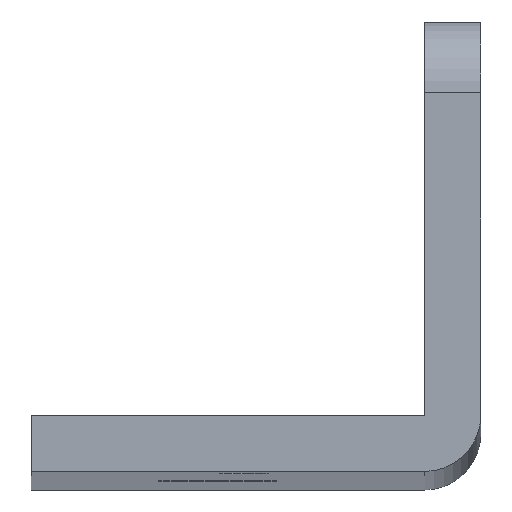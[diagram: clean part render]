
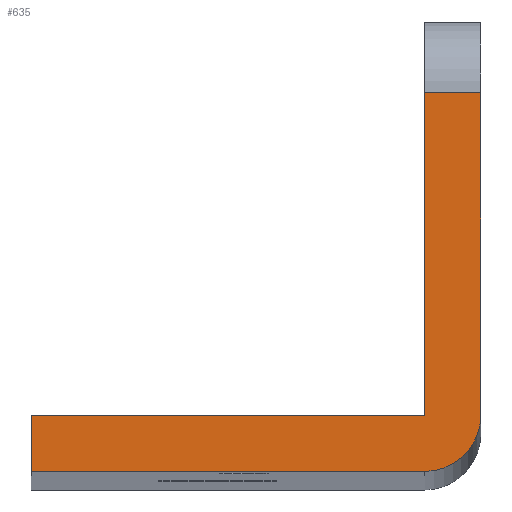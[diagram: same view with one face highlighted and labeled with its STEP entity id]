
A CAD part, top view. The second image highlights one B-rep face of the part: STEP entity #635.
In plain terms, the highlighted planar face has unit normal (0, 0, 1).
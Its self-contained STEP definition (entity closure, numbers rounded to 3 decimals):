
#134=PLANE('',#711);
#173=FACE_OUTER_BOUND('',#208,.T.);
#208=EDGE_LOOP('',(#545,#546,#547,#548,#549,#550,#551));
#258=LINE('',#1038,#295);
#259=LINE('',#1042,#296);
#260=LINE('',#1046,#297);
#261=LINE('',#1048,#298);
#262=LINE('',#1050,#299);
#263=LINE('',#1053,#300);
#295=VECTOR('',#848,10.);
#296=VECTOR('',#853,10.);
#297=VECTOR('',#858,10.);
#298=VECTOR('',#859,10.);
#299=VECTOR('',#860,10.);
#300=VECTOR('',#863,10.);
#339=CIRCLE('',#712,4.75);
#379=VERTEX_POINT('',#1035);
#380=VERTEX_POINT('',#1037);
#381=VERTEX_POINT('',#1041);
#382=VERTEX_POINT('',#1045);
#383=VERTEX_POINT('',#1047);
#384=VERTEX_POINT('',#1049);
#385=VERTEX_POINT('',#1051);
#441=EDGE_CURVE('',#380,#379,#258,.T.);
#443=EDGE_CURVE('',#380,#381,#259,.T.);
#445=EDGE_CURVE('',#379,#382,#260,.T.);
#446=EDGE_CURVE('',#382,#383,#261,.T.);
#447=EDGE_CURVE('',#383,#384,#262,.T.);
#448=EDGE_CURVE('',#384,#385,#339,.T.);
#449=EDGE_CURVE('',#385,#381,#263,.T.);
#545=ORIENTED_EDGE('',*,*,#443,.F.);
#546=ORIENTED_EDGE('',*,*,#441,.T.);
#547=ORIENTED_EDGE('',*,*,#445,.T.);
#548=ORIENTED_EDGE('',*,*,#446,.T.);
#549=ORIENTED_EDGE('',*,*,#447,.T.);
#550=ORIENTED_EDGE('',*,*,#448,.T.);
#551=ORIENTED_EDGE('',*,*,#449,.T.);
#635=ADVANCED_FACE('',(#173),#134,.T.);
#711=AXIS2_PLACEMENT_3D('',#1044,#856,#857);
#712=AXIS2_PLACEMENT_3D('',#1052,#861,#862);
#848=DIRECTION('',(0.,-1.,0.));
#853=DIRECTION('',(1.,0.,0.));
#856=DIRECTION('center_axis',(0.,0.,1.));
#857=DIRECTION('ref_axis',(1.,0.,0.));
#858=DIRECTION('',(-1.,0.,0.));
#859=DIRECTION('',(0.,-1.,0.));
#860=DIRECTION('',(1.,0.,0.));
#861=DIRECTION('center_axis',(0.,0.,1.));
#862=DIRECTION('ref_axis',(0.,-1.,0.));
#863=DIRECTION('',(0.,1.,0.));
#1035=CARTESIAN_POINT('',(14.25,-14.25,450.));
#1037=CARTESIAN_POINT('',(14.25,13.,450.));
#1038=CARTESIAN_POINT('',(14.25,19.,450.));
#1041=CARTESIAN_POINT('',(19.,13.,450.));
#1042=CARTESIAN_POINT('',(9.5,13.,450.));
#1044=CARTESIAN_POINT('Origin',(0.,0.,
450.));
#1045=CARTESIAN_POINT('',(-19.,-14.25,450.));
#1046=CARTESIAN_POINT('',(14.25,-14.25,450.));
#1047=CARTESIAN_POINT('',(-19.,-19.,450.));
#1048=CARTESIAN_POINT('',(-19.,-14.25,450.));
#1049=CARTESIAN_POINT('',(14.25,-19.,450.));
#1050=CARTESIAN_POINT('',(-19.,-19.,450.));
#1051=CARTESIAN_POINT('',(19.,-14.25,450.));
#1052=CARTESIAN_POINT('Origin',(14.25,-14.25,450.));
#1053=CARTESIAN_POINT('',(19.,-14.25,450.));
